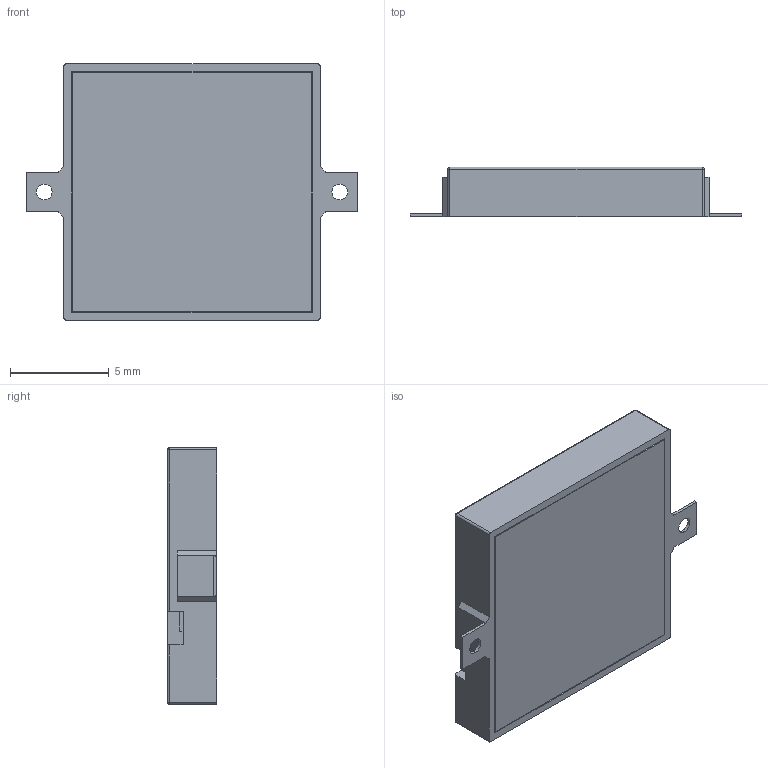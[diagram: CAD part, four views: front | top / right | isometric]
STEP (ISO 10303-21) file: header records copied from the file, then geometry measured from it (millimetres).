
FILE_DESCRIPTION (( 'STEP AP214' ), '1' );
FILE_NAME ('CUI_DEVICES_CPT-1625-80-SMT-TR.step', '2019-10-20T21:43:05', ( '' ), ( '' ), 'SwSTEP 2.0', 'SolidWorks 2019', '' );
FILE_SCHEMA (( 'AUTOMOTIVE_DESIGN' ));
Length unit declared in the file: inch
Products named in the file (1): CUI_DEVICES_CPT-1625-80-SMT-TR
Bounding box: 16.8 x 2.5 x 13 mm (x, y, z)
Volume: 417 mm3; surface area: 522.6 mm2
Topology: 3 solids, 3 shells, 98 faces, 237 edges, 150 vertices
Faces by surface type: plane 63, cylinder 31, sphere 4
Entity records: 3193 total; most frequent: DIRECTION 493, CARTESIAN_POINT 482, ORIENTED_EDGE 466, EDGE_CURVE 233, LINE 171, VECTOR 171, AXIS2_PLACEMENT_3D 161, VERTEX_POINT 150
